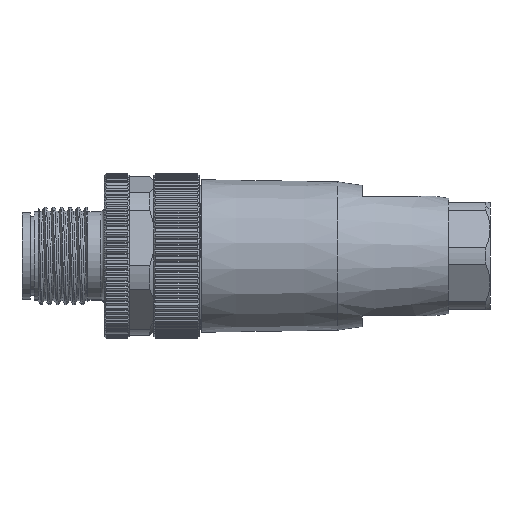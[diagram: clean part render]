
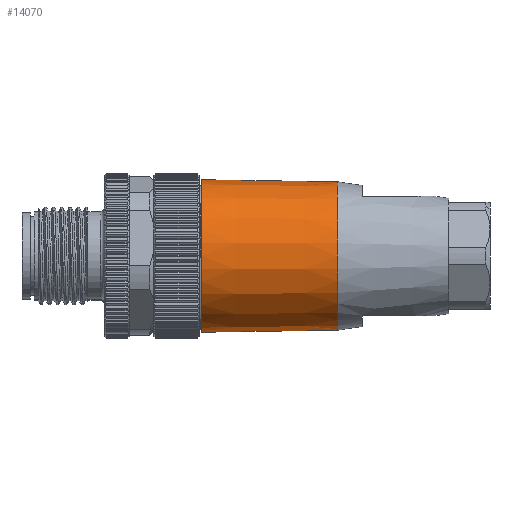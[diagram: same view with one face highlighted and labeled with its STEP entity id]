
A CAD part, front view. The second image highlights one B-rep face of the part: STEP entity #14070.
In plain terms, the highlighted conical face has half-angle 0.868 degrees and reference radius 9 mm.
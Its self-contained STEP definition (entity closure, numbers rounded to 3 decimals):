
#121 = CARTESIAN_POINT ( 'NONE',  ( 20., 0., -9. ) ) ;
#861 = DIRECTION ( 'NONE',  ( 0., 0., 1. ) ) ;
#1738 = DIRECTION ( 'NONE',  ( -1., 0., 0.015 ) ) ;
#1853 = AXIS2_PLACEMENT_3D ( 'NONE', #7938, #15539, #861 ) ;
#2034 = VECTOR ( 'NONE', #1738, 1000. ) ;
#3751 = AXIS2_PLACEMENT_3D ( 'NONE', #29774, #36598, #4211 ) ;
#4211 = DIRECTION ( 'NONE',  ( 0., 0., 1. ) ) ;
#4495 = VERTEX_POINT ( 'NONE', #121 ) ;
#7938 = CARTESIAN_POINT ( 'NONE',  ( 20., 0., 0. ) ) ;
#9414 = CONICAL_SURFACE ( 'NONE', #1853, 9., 0.015 ) ;
#9461 = CARTESIAN_POINT ( 'NONE',  ( 20., 0., 9. ) ) ;
#12028 = CARTESIAN_POINT ( 'NONE',  ( 20., 0., -9. ) ) ;
#14070 = ADVANCED_FACE ( 'NONE', ( #29235 ), #9414, .T. ) ;
#14319 = CIRCLE ( 'NONE', #3751, 9. ) ;
#14515 = VECTOR ( 'NONE', #26458, 1000. ) ;
#15187 = CIRCLE ( 'NONE', #16729, 9.25 ) ;
#15539 = DIRECTION ( 'NONE',  ( -1., 0., 0. ) ) ;
#15962 = LINE ( 'NONE', #26607, #2034 ) ;
#16074 = VERTEX_POINT ( 'NONE', #40853 ) ;
#16150 = EDGE_CURVE ( 'NONE', #25478, #16074, #15187, .T. ) ;
#16729 = AXIS2_PLACEMENT_3D ( 'NONE', #22891, #30454, #23125 ) ;
#17737 = EDGE_CURVE ( 'NONE', #4495, #25478, #40869, .T. ) ;
#21620 = EDGE_CURVE ( 'NONE', #26667, #16074, #15962, .T. ) ;
#22891 = CARTESIAN_POINT ( 'NONE',  ( 3.5, 0., 0. ) ) ;
#23125 = DIRECTION ( 'NONE',  ( 0., 0., 1. ) ) ;
#23434 = CARTESIAN_POINT ( 'NONE',  ( 3.5, 0., -9.25 ) ) ;
#24041 = ORIENTED_EDGE ( 'NONE', *, *, #25677, .T. ) ;
#25478 = VERTEX_POINT ( 'NONE', #23434 ) ;
#25677 = EDGE_CURVE ( 'NONE', #4495, #26667, #14319, .T. ) ;
#26458 = DIRECTION ( 'NONE',  ( -1., 0., -0.015 ) ) ;
#26607 = CARTESIAN_POINT ( 'NONE',  ( 20., 0., 9. ) ) ;
#26667 = VERTEX_POINT ( 'NONE', #9461 ) ;
#29235 = FACE_OUTER_BOUND ( 'NONE', #46576, .T. ) ;
#29774 = CARTESIAN_POINT ( 'NONE',  ( 20., 0., 0. ) ) ;
#30454 = DIRECTION ( 'NONE',  ( -1., 0., 0. ) ) ;
#30838 = ORIENTED_EDGE ( 'NONE', *, *, #21620, .T. ) ;
#35514 = ORIENTED_EDGE ( 'NONE', *, *, #17737, .F. ) ;
#36598 = DIRECTION ( 'NONE',  ( -1., 0., 0. ) ) ;
#39018 = ORIENTED_EDGE ( 'NONE', *, *, #16150, .F. ) ;
#40853 = CARTESIAN_POINT ( 'NONE',  ( 3.5, 0., 9.25 ) ) ;
#40869 = LINE ( 'NONE', #12028, #14515 ) ;
#46576 = EDGE_LOOP ( 'NONE', ( #35514, #24041, #30838, #39018 ) ) ;
